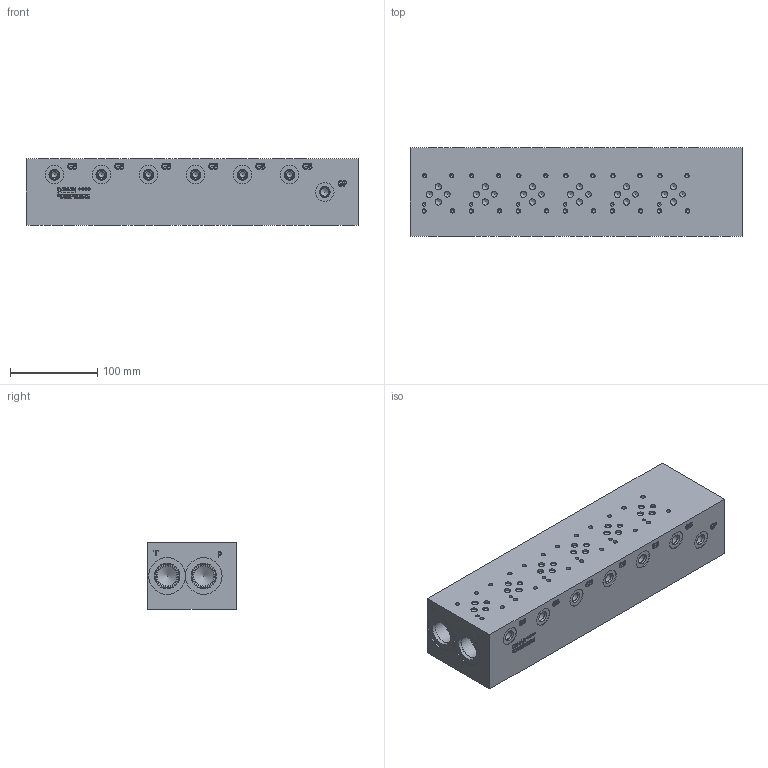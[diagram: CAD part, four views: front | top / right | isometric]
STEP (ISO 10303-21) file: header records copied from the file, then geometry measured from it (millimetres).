
FILE_DESCRIPTION(/* description */ (''),/* implementation_level */ '2;1');
FILE_NAME(/* name */ '_D03PB062S.stp',/* time_stamp */ '2021-01-21T13:29:09-05:00',/* author */ ('devonn'),/* organization */ (''),/* preprocessor_version */ 'ST-DEVELOPER v17',/* originating_system */ 'Autodesk Inventor 2019',/* authorisation */ '');
FILE_SCHEMA (('AUTOMOTIVE_DESIGN { 1 0 10303 214 3 1 1 }'));
Products named in the file (1): Part_AD03PB062S_3D
Bounding box: 381 x 101.6 x 76.2 mm (x, y, z)
Volume: 2726449.6 mm3; surface area: 199703.3 mm2
Topology: 1 solids, 1 shells, 1708 faces, 4663 edges, 3160 vertices
Faces by surface type: plane 793, bspline 509, cylinder 226, cone 180
Full cylindrical faces by diameter (mm): 3.785 x24, 3.962 x6, 4.826 x24, 6.35 x6, 7.137 x30, 7.925 x4, 9.525 x5, 9.881 x13, 11.125 x13, 15.875 x12, 17.501 x12, 19.05 x12, 19.253 x12, 21.285 x13, 23.012 x4, 24.917 x6, 26.99 x6, 27.432 x6, 30.632 x12, 42.037 x6
Entity records: 57721 total; most frequent: CARTESIAN_POINT 16060, ORIENTED_EDGE 9148, DIRECTION 6833, EDGE_CURVE 4574, VERTEX_POINT 3160, LINE 2679, VECTOR 2679, AXIS2_PLACEMENT_3D 2077
